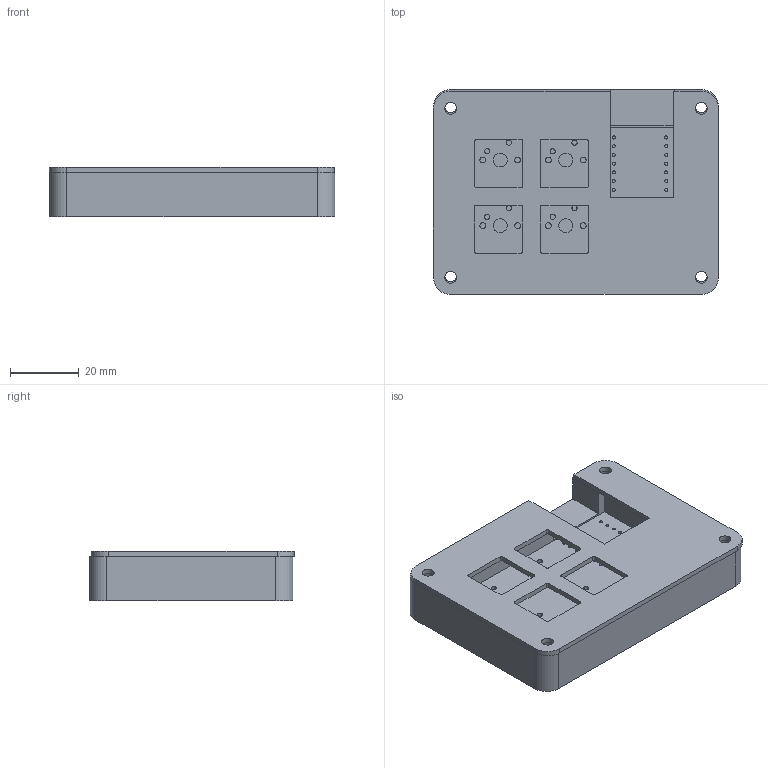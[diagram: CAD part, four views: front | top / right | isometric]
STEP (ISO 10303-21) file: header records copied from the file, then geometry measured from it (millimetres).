
FILE_DESCRIPTION(/* description */ (''),/* implementation_level */ '2;1');
FILE_NAME(/* name */ 'VibePadAssemble.step',/* time_stamp */ '2025-12-03T17:47:32-03:00',/* author */ (''),/* organization */ (''),/* preprocessor_version */ 'ST-DEVELOPER v20.1',/* originating_system */ 'Autodesk Translation Framework v14.21.0.0',/* authorisation */ '');
FILE_SCHEMA (('AUTOMOTIVE_DESIGN { 1 0 10303 214 3 1 1 }'));
Length unit declared in the file: millimetre
Products named in the file (6): VibePadAssemble; BottomPartVibePad; VibePad Gaming; TopPartVibePad; VibePad_pcb 1; VibePad_pcb_PCB
Assembly tree (5 placements, depth 3):
  VibePadAssemble
    BottomPartVibePad
      VibePad Gaming
    TopPartVibePad
    VibePad_pcb 1
      VibePad_pcb_PCB
Bounding box: 82.95 x 59.58 x 14.5 mm (x, y, z)
Volume: 45315.8 mm3; surface area: 28889 mm2
Topology: 3 solids, 3 shells, 1087 faces, 3018 edges, 2012 vertices
Faces by surface type: bspline 581, plane 436, cylinder 70
Full cylindrical faces by diameter (mm): 0.889 x14, 1.5 x8, 1.7 x8, 3.4 x8, 4 x4, 6 x4
Entity records: 40310 total; most frequent: CARTESIAN_POINT 16005, ORIENTED_EDGE 6036, DIRECTION 3030, EDGE_CURVE 3018, VERTEX_POINT 2012, LINE 1716, VECTOR 1716, EDGE_LOOP 1254
